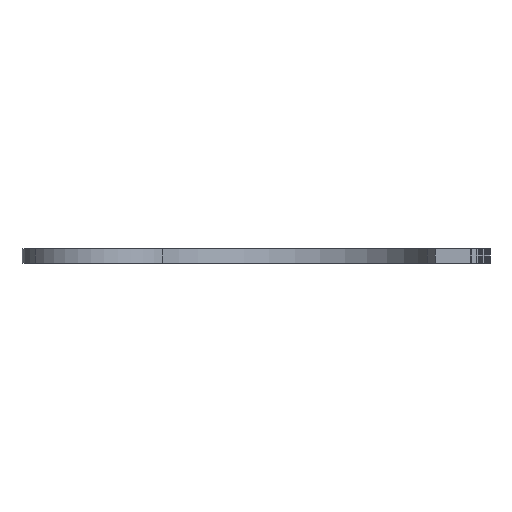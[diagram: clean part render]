
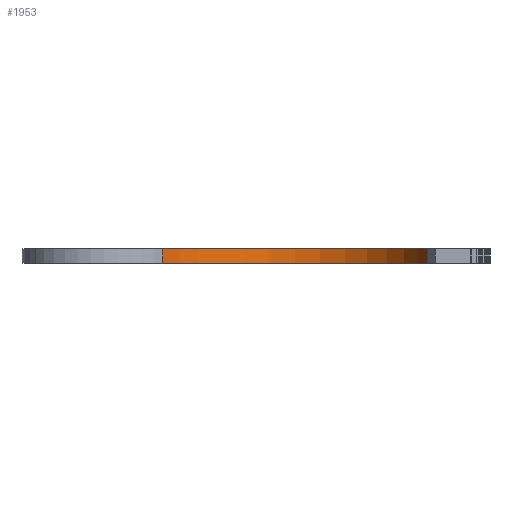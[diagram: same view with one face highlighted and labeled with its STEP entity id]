
A CAD part, front view. The second image highlights one B-rep face of the part: STEP entity #1953.
In plain terms, the highlighted cylindrical face has radius 64.294 mm (diameter 128.587 mm), a partial arc.
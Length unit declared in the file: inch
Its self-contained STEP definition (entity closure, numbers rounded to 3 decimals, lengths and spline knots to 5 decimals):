
#116 = ORIENTED_EDGE ( 'NONE', *, *, #1364, .T. ) ;
#226 = DIRECTION ( 'NONE',  ( 0., 0., -1. ) ) ;
#455 = VECTOR ( 'NONE', #982, 39.37008 ) ;
#661 = CARTESIAN_POINT ( 'NONE',  ( 1.33624, -0.74398, 0. ) ) ;
#662 = DIRECTION ( 'NONE',  ( 1., 0., 0. ) ) ;
#690 = DIRECTION ( 'NONE',  ( 0., 0., -1. ) ) ;
#807 = VERTEX_POINT ( 'NONE', #1338 ) ;
#982 = DIRECTION ( 'NONE',  ( 0., 0., -1. ) ) ;
#1288 = CIRCLE ( 'NONE', #4511, 2.53125 ) ;
#1338 = CARTESIAN_POINT ( 'NONE',  ( 5.85698, -1.42123, 0. ) ) ;
#1341 = DIRECTION ( 'NONE',  ( -1., 0., 0. ) ) ;
#1364 = EDGE_CURVE ( 'NONE', #4431, #807, #1288, .T. ) ;
#1531 = VERTEX_POINT ( 'NONE', #3441 ) ;
#1579 = EDGE_LOOP ( 'NONE', ( #116, #1687, #5498, #3926 ) ) ;
#1682 = DIRECTION ( 'NONE',  ( 0., 0., -1. ) ) ;
#1687 = ORIENTED_EDGE ( 'NONE', *, *, #3755, .F. ) ;
#1750 = CYLINDRICAL_SURFACE ( 'NONE', #5235, 2.53125 ) ;
#1773 = FACE_OUTER_BOUND ( 'NONE', #1579, .T. ) ;
#1899 = VERTEX_POINT ( 'NONE', #4211 ) ;
#1953 = ADVANCED_FACE ( 'NONE', ( #1773 ), #1750, .F. ) ;
#2368 = CARTESIAN_POINT ( 'NONE',  ( 1.33624, -0.74398, 0.25 ) ) ;
#2456 = DIRECTION ( 'NONE',  ( 1., 0., 0. ) ) ;
#2580 = CIRCLE ( 'NONE', #5262, 2.53125 ) ;
#2924 = CARTESIAN_POINT ( 'NONE',  ( 5.85698, -1.42123, 0.25 ) ) ;
#3104 = CARTESIAN_POINT ( 'NONE',  ( 3.43545, -2.15839, 0.25 ) ) ;
#3203 = CARTESIAN_POINT ( 'NONE',  ( 3.43545, -2.15839, 0. ) ) ;
#3441 = CARTESIAN_POINT ( 'NONE',  ( 5.85698, -1.42123, 0.25 ) ) ;
#3755 = EDGE_CURVE ( 'NONE', #1531, #807, #4653, .T. ) ;
#3756 = EDGE_CURVE ( 'NONE', #1899, #1531, #2580, .T. ) ;
#3906 = CARTESIAN_POINT ( 'NONE',  ( 3.43545, -2.15839, 0.25 ) ) ;
#3926 = ORIENTED_EDGE ( 'NONE', *, *, #5617, .T. ) ;
#4211 = CARTESIAN_POINT ( 'NONE',  ( 1.33624, -0.74398, 0.25 ) ) ;
#4431 = VERTEX_POINT ( 'NONE', #661 ) ;
#4449 = LINE ( 'NONE', #2368, #455 ) ;
#4511 = AXIS2_PLACEMENT_3D ( 'NONE', #3203, #226, #662 ) ;
#4653 = LINE ( 'NONE', #2924, #5174 ) ;
#5174 = VECTOR ( 'NONE', #1682, 39.37008 ) ;
#5235 = AXIS2_PLACEMENT_3D ( 'NONE', #3104, #5704, #1341 ) ;
#5262 = AXIS2_PLACEMENT_3D ( 'NONE', #3906, #690, #2456 ) ;
#5498 = ORIENTED_EDGE ( 'NONE', *, *, #3756, .F. ) ;
#5617 = EDGE_CURVE ( 'NONE', #1899, #4431, #4449, .T. ) ;
#5704 = DIRECTION ( 'NONE',  ( 0., 0., -1. ) ) ;
